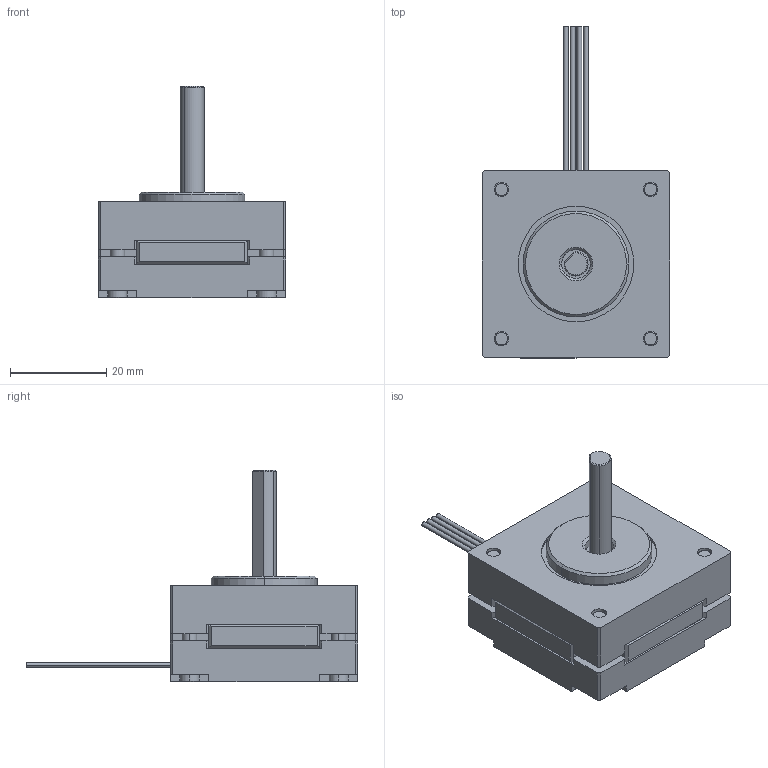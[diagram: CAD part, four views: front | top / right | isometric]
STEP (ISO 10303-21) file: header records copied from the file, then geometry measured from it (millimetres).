
FILE_DESCRIPTION (( 'STEP AP214' ), '1' );
FILE_NAME ('29-20.STEP', '2018-08-03T05:36:12', ( 'SUMTOR-117005' ), ( 'Microsoft' ), 'SwSTEP 2.0', 'SolidWorks 2015', '' );
FILE_SCHEMA (( 'AUTOMOTIVE_DESIGN' ));
Length unit declared in the file: millimetre
Products named in the file (6): 粣; 蹟隊; 綴傷裔; 隅赽沺郋; ヶ傷; 29-20
Assembly tree (8 placements, depth 2):
  29-20
    ヶ傷
    隅赽沺郋
    綴傷裔
    蹟隊  x4
    粣
Bounding box: 39 x 69 x 44 mm (x, y, z)
Volume: 30834.7 mm3; surface area: 15032.8 mm2
Topology: 8 solids, 8 shells, 289 faces, 732 edges, 474 vertices
Faces by surface type: plane 201, cylinder 55, cone 33
Entity records: 6877 total; most frequent: CARTESIAN_POINT 1164, ORIENTED_EDGE 1128, DIRECTION 1125, EDGE_CURVE 564, LINE 455, VECTOR 455, VERTEX_POINT 366, AXIS2_PLACEMENT_3D 335
